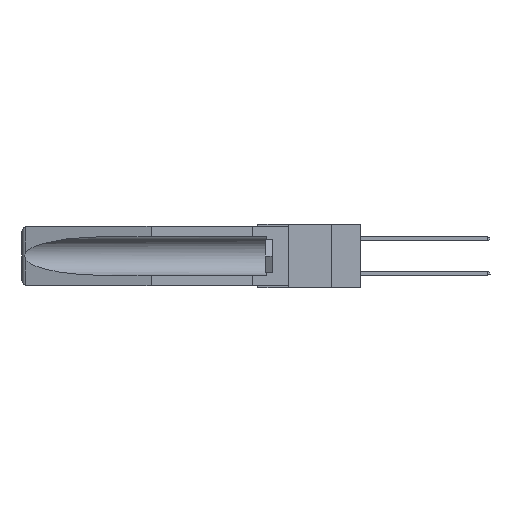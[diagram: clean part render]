
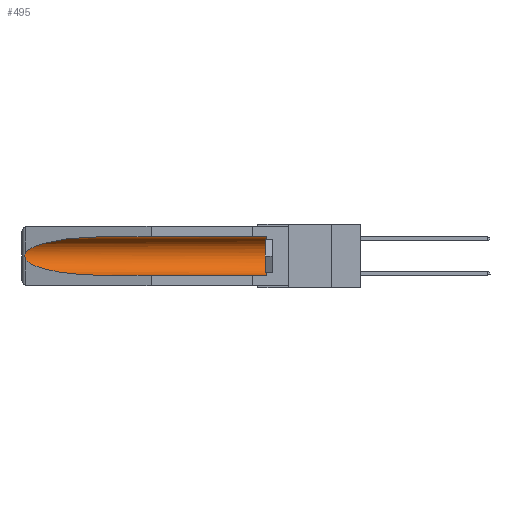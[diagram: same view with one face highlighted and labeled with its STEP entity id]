
A CAD part, left-side view. The second image highlights one B-rep face of the part: STEP entity #495.
In plain terms, the highlighted cylindrical face has radius 2.857 mm (diameter 5.715 mm), a partial arc.
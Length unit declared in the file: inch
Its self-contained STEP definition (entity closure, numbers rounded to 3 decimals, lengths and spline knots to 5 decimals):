
#495 = ADVANCED_FACE ( 'NONE', ( #16855 ), #13084, .F. ) ;
#882 = VERTEX_POINT ( 'NONE', #17449 ) ;
#1061 = ORIENTED_EDGE ( 'NONE', *, *, #18217, .F. ) ;
#1593 = DIRECTION ( 'NONE',  ( 0., 1., 0. ) ) ;
#1800 = CARTESIAN_POINT ( 'NONE',  ( 0.155, 0.126, -0.059 ) ) ;
#2264 = CARTESIAN_POINT ( 'NONE',  ( 0.26655, 1.53094, -0.18657 ) ) ;
#2618 = EDGE_LOOP ( 'NONE', ( #13527, #6999, #9107, #1061, #2913, #17974 ) ) ;
#2913 = ORIENTED_EDGE ( 'NONE', *, *, #26166, .T. ) ;
#3108 = VERTEX_POINT ( 'NONE', #18197 ) ;
#3164 = CARTESIAN_POINT ( 'NONE',  ( 0.21114, 1.30732, -0.284 ) ) ;
#3308 = EDGE_CURVE ( 'NONE', #4946, #882, #16389, .T. ) ;
#3913 = CARTESIAN_POINT ( 'NONE',  ( 0.155, 0.126, -0.284 ) ) ;
#4480 = CARTESIAN_POINT ( 'NONE',  ( 0.155, 1.07973, -0.284 ) ) ;
#4946 = VERTEX_POINT ( 'NONE', #12180 ) ;
#6028 = AXIS2_PLACEMENT_3D ( 'NONE', #22693, #25209, #25101 ) ;
#6601 = VERTEX_POINT ( 'NONE', #4480 ) ;
#6999 = ORIENTED_EDGE ( 'NONE', *, *, #3308, .T. ) ;
#8256 = EDGE_CURVE ( 'NONE', #21954, #3108, #25487, .T. ) ;
#9107 = ORIENTED_EDGE ( 'NONE', *, *, #28014, .T. ) ;
#9467 =( BOUNDED_CURVE ( )  B_SPLINE_CURVE ( 3, ( #14746, #17374, #17167, #24437 ),
 .UNSPECIFIED., .F., .F. ) 
 B_SPLINE_CURVE_WITH_KNOTS ( ( 4, 4 ),
 ( 4.71239, 6.08839 ),
 .UNSPECIFIED. ) 
 CURVE ( )  GEOMETRIC_REPRESENTATION_ITEM ( )  RATIONAL_B_SPLINE_CURVE ( ( 1., 0.848, 0.848, 1. ) ) 
 REPRESENTATION_ITEM ( '' )  );
#10160 = LINE ( 'NONE', #12711, #15792 ) ;
#10224 = DIRECTION ( 'NONE',  ( 0., 1., 0. ) ) ;
#10397 = CARTESIAN_POINT ( 'NONE',  ( 0.25451, 1.48313, -0.24835 ) ) ;
#10670 = VERTEX_POINT ( 'NONE', #3913 ) ;
#10944 = AXIS2_PLACEMENT_3D ( 'NONE', #21420, #16452, #28867 ) ;
#11342 = CARTESIAN_POINT ( 'NONE',  ( 0.2675, 1.53308, -0.16763 ) ) ;
#11515 = CARTESIAN_POINT ( 'NONE',  ( 0.155, -0.30754, -0.059 ) ) ;
#11758 =( BOUNDED_CURVE ( )  B_SPLINE_CURVE ( 3, ( #24789, #10397, #3164, #19961 ),
 .UNSPECIFIED., .F., .F. ) 
 B_SPLINE_CURVE_WITH_KNOTS ( ( 4, 4 ),
 ( 0.1948, 1.5708 ),
 .UNSPECIFIED. ) 
 CURVE ( )  GEOMETRIC_REPRESENTATION_ITEM ( )  RATIONAL_B_SPLINE_CURVE ( ( 1., 0.848, 0.848, 1. ) ) 
 REPRESENTATION_ITEM ( '' )  );
#12180 = CARTESIAN_POINT ( 'NONE',  ( 0.26537, 1.52718, -0.14972 ) ) ;
#12655 = VECTOR ( 'NONE', #1593, 39.37008 ) ;
#12711 = CARTESIAN_POINT ( 'NONE',  ( 0.155, -0.30754, -0.284 ) ) ;
#13084 = CYLINDRICAL_SURFACE ( 'NONE', #6028, 0.1125 ) ;
#13527 = ORIENTED_EDGE ( 'NONE', *, *, #27546, .T. ) ;
#14187 = CARTESIAN_POINT ( 'NONE',  ( 0.2675, 1.53308, -0.17534 ) ) ;
#14746 = CARTESIAN_POINT ( 'NONE',  ( 0.155, 1.07973, -0.059 ) ) ;
#15792 = VECTOR ( 'NONE', #10224, 39.37008 ) ;
#16389 = B_SPLINE_CURVE_WITH_KNOTS ( 'NONE', 3,
 ( #16610, #20728, #23365, #25773, #11342, #14187, #31025, #2264, #26303, #28712 ),
 .UNSPECIFIED., .F., .F.,
 ( 4, 2, 2, 2, 4 ),
 ( 0., 0.00029, 0.00058, 0.00087, 0.00117 ),
 .UNSPECIFIED. ) ;
#16452 = DIRECTION ( 'NONE',  ( 0., -1., 0. ) ) ;
#16610 = CARTESIAN_POINT ( 'NONE',  ( 0.26537, 1.52718, -0.14972 ) ) ;
#16855 = FACE_OUTER_BOUND ( 'NONE', #2618, .T. ) ;
#17167 = CARTESIAN_POINT ( 'NONE',  ( 0.25451, 1.48313, -0.09465 ) ) ;
#17374 = CARTESIAN_POINT ( 'NONE',  ( 0.21114, 1.30732, -0.059 ) ) ;
#17449 = CARTESIAN_POINT ( 'NONE',  ( 0.26537, 1.52718, -0.19328 ) ) ;
#17974 = ORIENTED_EDGE ( 'NONE', *, *, #8256, .T. ) ;
#18197 = CARTESIAN_POINT ( 'NONE',  ( 0.155, 1.07973, -0.059 ) ) ;
#18217 = EDGE_CURVE ( 'NONE', #10670, #6601, #10160, .T. ) ;
#19961 = CARTESIAN_POINT ( 'NONE',  ( 0.155, 1.07973, -0.284 ) ) ;
#20728 = CARTESIAN_POINT ( 'NONE',  ( 0.26597, 1.52961, -0.15275 ) ) ;
#21420 = CARTESIAN_POINT ( 'NONE',  ( 0.155, 0.126, -0.1715 ) ) ;
#21954 = VERTEX_POINT ( 'NONE', #1800 ) ;
#22693 = CARTESIAN_POINT ( 'NONE',  ( 0.155, -0.30754, -0.1715 ) ) ;
#23365 = CARTESIAN_POINT ( 'NONE',  ( 0.26654, 1.53092, -0.15636 ) ) ;
#24076 = CIRCLE ( 'NONE', #10944, 0.1125 ) ;
#24437 = CARTESIAN_POINT ( 'NONE',  ( 0.26537, 1.52718, -0.14972 ) ) ;
#24789 = CARTESIAN_POINT ( 'NONE',  ( 0.26537, 1.52718, -0.19328 ) ) ;
#25101 = DIRECTION ( 'NONE',  ( 0., 0., 1. ) ) ;
#25209 = DIRECTION ( 'NONE',  ( 0., 1., 0. ) ) ;
#25487 = LINE ( 'NONE', #11515, #12655 ) ;
#25773 = CARTESIAN_POINT ( 'NONE',  ( 0.2673, 1.5327, -0.16383 ) ) ;
#26166 = EDGE_CURVE ( 'NONE', #10670, #21954, #24076, .T. ) ;
#26303 = CARTESIAN_POINT ( 'NONE',  ( 0.26597, 1.5296, -0.19026 ) ) ;
#27546 = EDGE_CURVE ( 'NONE', #3108, #4946, #9467, .T. ) ;
#28014 = EDGE_CURVE ( 'NONE', #882, #6601, #11758, .T. ) ;
#28712 = CARTESIAN_POINT ( 'NONE',  ( 0.26537, 1.52718, -0.19328 ) ) ;
#28867 = DIRECTION ( 'NONE',  ( 0., 0., 1. ) ) ;
#31025 = CARTESIAN_POINT ( 'NONE',  ( 0.2673, 1.53269, -0.17917 ) ) ;
